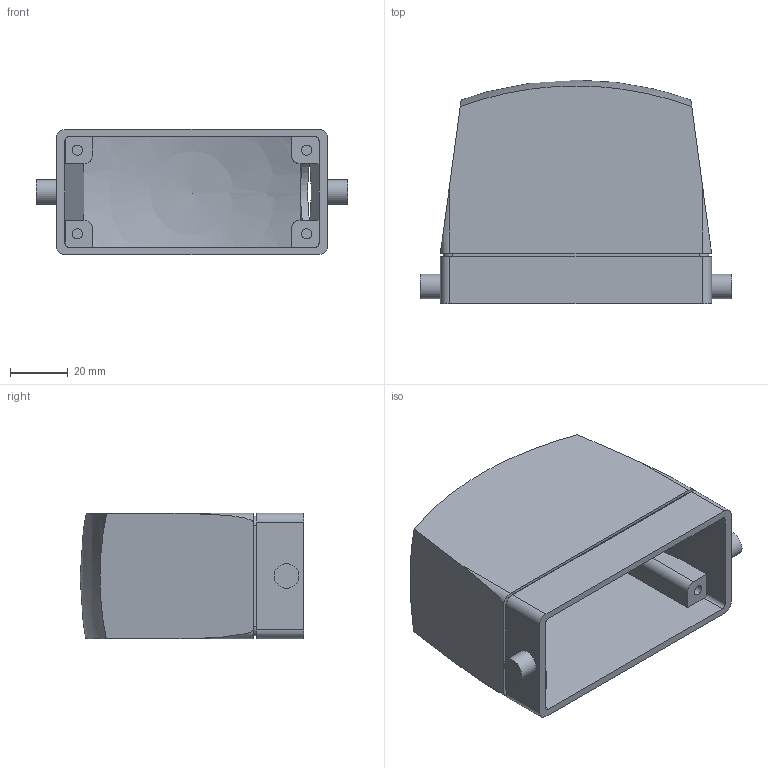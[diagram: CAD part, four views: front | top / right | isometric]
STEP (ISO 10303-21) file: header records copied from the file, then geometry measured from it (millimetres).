
FILE_DESCRIPTION (( 'STEP AP214' ), '1' );
FILE_NAME ('ZP-MC16B-2-SSE21ML.STEP', '2011-11-21T14:07:02', ( '.adc' ), ( '' ), 'SwSTEP 2.0', 'SolidWorks 2011', '' );
FILE_SCHEMA (( 'AUTOMOTIVE_DESIGN' ));
Length unit declared in the file: millimetre
Products named in the file (1): ZP-MC16B-2-SSE21ML
Bounding box: 108 x 77.55 x 43.5 mm (x, y, z)
Volume: 67322.9 mm3; surface area: 51468.8 mm2
Topology: 5 solids, 5 shells, 92 faces, 228 edges, 153 vertices
Faces by surface type: plane 54, cylinder 32, sphere 6
Full cylindrical faces by diameter (mm): 3.5 x4, 8.6 x2, 27 x1
Entity records: 2878 total; most frequent: CARTESIAN_POINT 628, DIRECTION 447, ORIENTED_EDGE 424, EDGE_CURVE 212, AXIS2_PLACEMENT_3D 163, VERTEX_POINT 146, VECTOR 121, LINE 121
